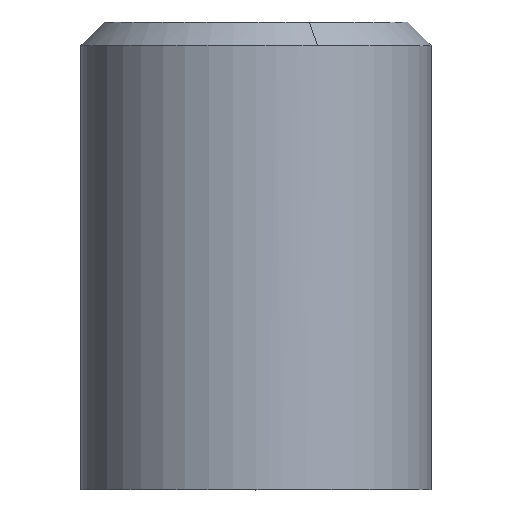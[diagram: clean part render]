
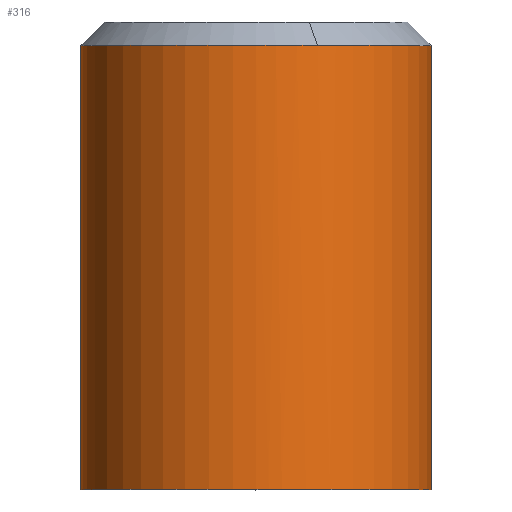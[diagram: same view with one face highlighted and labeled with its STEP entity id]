
A CAD part, top view. The second image highlights one B-rep face of the part: STEP entity #316.
In plain terms, the highlighted free-form (B-spline) face has degree [2, 1] with [7, 2] control points.
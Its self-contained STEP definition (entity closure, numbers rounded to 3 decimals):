
#62=CARTESIAN_POINT('',(2.637,19.,7.021));
#63=VERTEX_POINT('',#62);
#64=CARTESIAN_POINT('',(0.0,19.0,7.5));
#65=VERTEX_POINT('',#64);
#66=CARTESIAN_POINT('',(2.637,19.,7.021));
#67=CARTESIAN_POINT('',(1.362,19.0,7.5));
#68=CARTESIAN_POINT('',(0.0,19.0,7.5));
#76=(BOUNDED_CURVE()B_SPLINE_CURVE(2,(#66,#67,#68),.UNSPECIFIED.,.F.,.U.)B_SPLINE_CURVE_WITH_KNOTS((3,3),(0.44,0.5),.UNSPECIFIED.)CURVE()GEOMETRIC_REPRESENTATION_ITEM()RATIONAL_B_SPLINE_CURVE((0.893,0.93,1.0))REPRESENTATION_ITEM(''));
#77=EDGE_CURVE('',#63,#65,#76,.T.);
#116=CARTESIAN_POINT('',(-7.486,19.,0.458));
#117=VERTEX_POINT('',#116);
#123=CARTESIAN_POINT('',(0.0,19.0,7.5));
#124=CARTESIAN_POINT('',(-7.055,19.,7.5));
#125=CARTESIAN_POINT('',(-7.486,19.,0.458));
#133=(BOUNDED_CURVE()B_SPLINE_CURVE(2,(#123,#124,#125),.UNSPECIFIED.,.F.,.U.)B_SPLINE_CURVE_WITH_KNOTS((3,3),(0.5,0.739),.UNSPECIFIED.)CURVE()GEOMETRIC_REPRESENTATION_ITEM()RATIONAL_B_SPLINE_CURVE((1.0,0.72,0.976))REPRESENTATION_ITEM(''));
#134=EDGE_CURVE('',#65,#117,#133,.T.);
#161=CARTESIAN_POINT('',(7.448,19.0,-0.885));
#162=VERTEX_POINT('',#161);
#163=CARTESIAN_POINT('',(7.448,19.,-0.885));
#164=CARTESIAN_POINT('',(7.5,19.0,-0.444));
#165=CARTESIAN_POINT('',(7.5,19.0,0.));
#166=CARTESIAN_POINT('',(7.5,19.0,5.195));
#167=CARTESIAN_POINT('',(2.637,19.,7.021));
#175=(BOUNDED_CURVE()B_SPLINE_CURVE(2,(#163,#164,#165,#166,#167),.UNSPECIFIED.,.F.,.U.)B_SPLINE_CURVE_WITH_KNOTS((3,2,3),(0.23,0.25,0.44),.UNSPECIFIED.)CURVE()GEOMETRIC_REPRESENTATION_ITEM()RATIONAL_B_SPLINE_CURVE((0.956,0.976,1.0,0.777,0.893))REPRESENTATION_ITEM(''));
#176=EDGE_CURVE('',#162,#63,#175,.T.);
#245=CARTESIAN_POINT('',(7.448,19.475,-0.885));
#246=CARTESIAN_POINT('',(7.473,19.475,-0.672));
#247=CARTESIAN_POINT('',(7.486,19.475,-0.458));
#248=CARTESIAN_POINT('',(7.944,19.475,7.028));
#249=CARTESIAN_POINT('',(0.458,19.475,7.486));
#250=CARTESIAN_POINT('',(-7.028,19.475,7.944));
#251=CARTESIAN_POINT('',(-7.486,19.475,0.458));
#252=CARTESIAN_POINT('',(7.448,-0.487,-0.885));
#253=CARTESIAN_POINT('',(7.473,-0.487,-0.672));
#254=CARTESIAN_POINT('',(7.486,-0.487,-0.458));
#255=CARTESIAN_POINT('',(7.944,-0.487,7.028));
#256=CARTESIAN_POINT('',(0.458,-0.487,7.486));
#257=CARTESIAN_POINT('',(-7.028,-0.487,7.944));
#258=CARTESIAN_POINT('',(-7.486,-0.487,0.458));
#266=(BOUNDED_SURFACE()B_SPLINE_SURFACE(2,1,((#245,#252),(#246,#253),(#247,#254),(#248,#255),(#249,#256),(#250,#257),(#251,#258)),.UNSPECIFIED.,.F.,.F.,.U.)B_SPLINE_SURFACE_WITH_KNOTS((3,2,2,3),(2,2),(0.0,0.497,12.923,25.35),(0.0,19.962),.UNSPECIFIED.)GEOMETRIC_REPRESENTATION_ITEM()RATIONAL_B_SPLINE_SURFACE(((0.978,0.978),(0.988,0.988),(1.0,1.0),(0.707,0.707),(1.0,1.0),(0.707,0.707),(1.0,1.0)))REPRESENTATION_ITEM('')SURFACE());
#267=ORIENTED_EDGE('',*,*,#176,.T.);
#268=ORIENTED_EDGE('',*,*,#77,.T.);
#269=ORIENTED_EDGE('',*,*,#134,.T.);
#270=CARTESIAN_POINT('',(-7.486,0.,0.458));
#271=VERTEX_POINT('',#270);
#272=CARTESIAN_POINT('',(-7.486,19.,0.458));
#273=CARTESIAN_POINT('',(-7.486,0.,0.458));
#274=QUASI_UNIFORM_CURVE('',1,(#272,#273),.UNSPECIFIED.,.F.,.U.);
#275=EDGE_CURVE('',#117,#271,#274,.T.);
#276=ORIENTED_EDGE('',*,*,#275,.T.);
#277=CARTESIAN_POINT('',(0.0,0.,7.5));
#278=VERTEX_POINT('',#277);
#279=CARTESIAN_POINT('',(0.0,0.,7.5));
#280=CARTESIAN_POINT('',(-7.055,0.,7.5));
#281=CARTESIAN_POINT('',(-7.486,0.,0.458));
#289=(BOUNDED_CURVE()B_SPLINE_CURVE(2,(#279,#280,#281),.UNSPECIFIED.,.F.,.U.)B_SPLINE_CURVE_WITH_KNOTS((3,3),(0.5,0.739),.UNSPECIFIED.)CURVE()GEOMETRIC_REPRESENTATION_ITEM()RATIONAL_B_SPLINE_CURVE((1.0,0.72,0.976))REPRESENTATION_ITEM(''));
#290=EDGE_CURVE('',#278,#271,#289,.T.);
#291=ORIENTED_EDGE('',*,*,#290,.F.);
#292=CARTESIAN_POINT('',(7.448,0.,-0.885));
#293=VERTEX_POINT('',#292);
#294=CARTESIAN_POINT('',(7.448,0.,-0.885));
#295=CARTESIAN_POINT('',(7.5,0.,-0.444));
#296=CARTESIAN_POINT('',(7.5,0.,0.));
#297=CARTESIAN_POINT('',(7.5,0.,7.5));
#298=CARTESIAN_POINT('',(0.0,0.,7.5));
#306=(BOUNDED_CURVE()B_SPLINE_CURVE(2,(#294,#295,#296,#297,#298),.UNSPECIFIED.,.F.,.U.)B_SPLINE_CURVE_WITH_KNOTS((3,2,3),(0.23,0.25,0.5),.UNSPECIFIED.)CURVE()GEOMETRIC_REPRESENTATION_ITEM()RATIONAL_B_SPLINE_CURVE((0.956,0.976,1.0,0.707,1.0))REPRESENTATION_ITEM(''));
#307=EDGE_CURVE('',#293,#278,#306,.T.);
#308=ORIENTED_EDGE('',*,*,#307,.F.);
#309=CARTESIAN_POINT('',(7.448,19.0,-0.885));
#310=CARTESIAN_POINT('',(7.448,0.,-0.885));
#311=QUASI_UNIFORM_CURVE('',1,(#309,#310),.UNSPECIFIED.,.F.,.U.);
#312=EDGE_CURVE('',#162,#293,#311,.T.);
#313=ORIENTED_EDGE('',*,*,#312,.F.);
#314=EDGE_LOOP('',(#267,#268,#269,#276,#291,#308,#313));
#315=FACE_OUTER_BOUND('',#314,.T.);
#316=ADVANCED_FACE('',(#315),#266,.T.);
